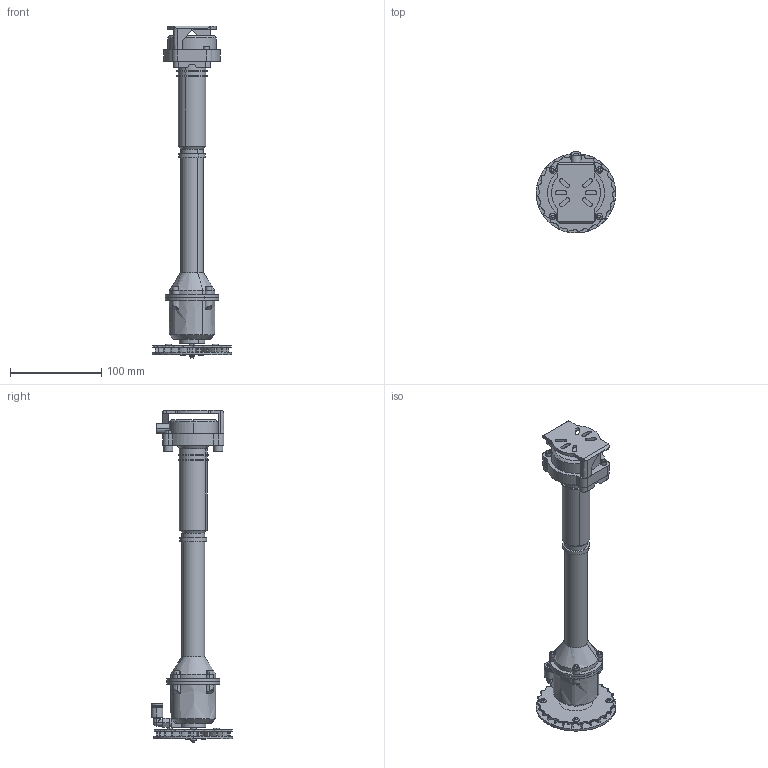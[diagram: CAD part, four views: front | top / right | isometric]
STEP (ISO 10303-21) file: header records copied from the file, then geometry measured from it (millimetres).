
FILE_DESCRIPTION(('FreeCAD Model'),'2;1');
FILE_NAME('Open CASCADE Shape Model','2025-04-26T19:16:42',('FreeCAD'),( 'FreeCAD'),'Open CASCADE STEP processor 7.6','FreeCAD','Unknown');
FILE_SCHEMA(('AUTOMOTIVE_DESIGN { 1 0 10303 214 1 1 1 1 }'));
Length unit declared in the file: millimetre
Products named in the file (1): Open CASCADE STEP translator 7.6 1
Bounding box: 87.03 x 89.71 x 363.67 mm (x, y, z)
Volume: 403647.5 mm3; surface area: 97824.9 mm2
Topology: 29 solids, 29 shells, 608 faces, 1608 edges, 1071 vertices
Faces by surface type: bspline 608
Entity records: 19691 total; most frequent: CARTESIAN_POINT 10657, ORIENTED_EDGE 3196, EDGE_CURVE 1598, VERTEX_POINT 1067, B_SPLINE_CURVE_WITH_KNOTS 914, FACE_BOUND 653, EDGE_LOOP 653, ADVANCED_FACE 598
